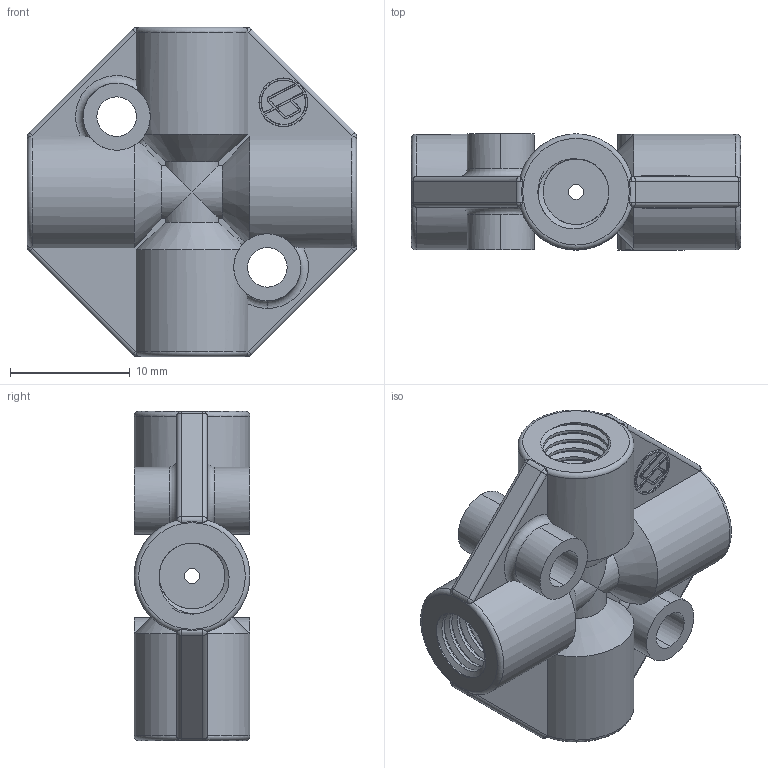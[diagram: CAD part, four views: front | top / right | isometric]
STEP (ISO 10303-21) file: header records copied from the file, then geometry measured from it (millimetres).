
FILE_DESCRIPTION (( 'STEP AP214' ), '1' );
FILE_NAME ('P-723-01.STEP', '2017-10-17T15:52:39', ( '' ), ( '' ), 'SwSTEP 2.0', 'SolidWorks 2016', '' );
FILE_SCHEMA (( 'AUTOMOTIVE_DESIGN' ));
Length unit declared in the file: inch
Products named in the file (1): P-723-01
Bounding box: 27.43 x 9.65 x 27.43 mm (x, y, z)
Volume: 2707.7 mm3; surface area: 3305.4 mm2
Topology: 1 solids, 1 shells, 432 faces, 1172 edges, 754 vertices
Faces by surface type: cylinder 274, plane 72, torus 70, cone 8, bspline 8
Entity records: 19144 total; most frequent: CARTESIAN_POINT 7923, ORIENTED_EDGE 2344, DIRECTION 1842, EDGE_CURVE 1172, VERTEX_POINT 754, AXIS2_PLACEMENT_3D 721, EDGE_LOOP 454, FACE_OUTER_BOUND 432
